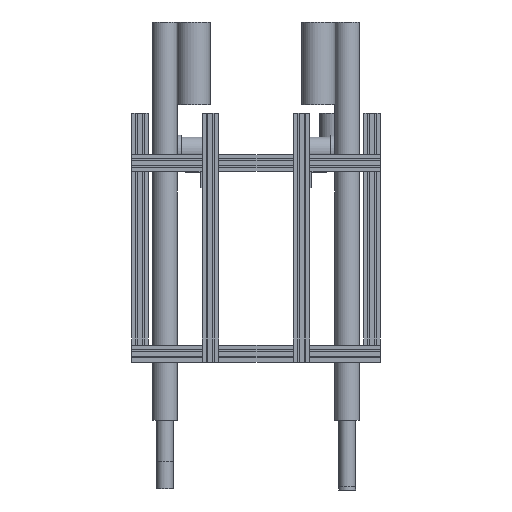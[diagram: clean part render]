
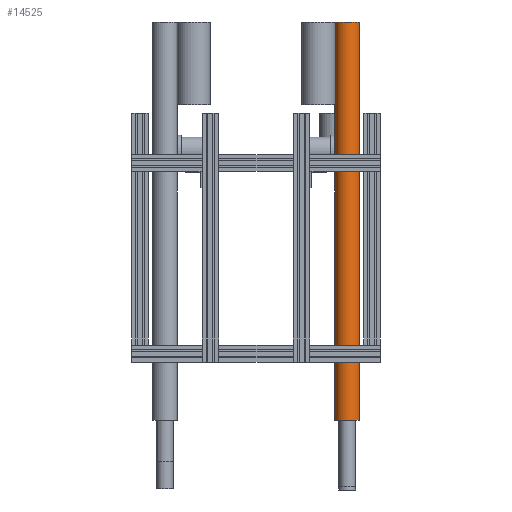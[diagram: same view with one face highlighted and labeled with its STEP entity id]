
A CAD part, front view. The second image highlights one B-rep face of the part: STEP entity #14525.
In plain terms, the highlighted cylindrical face has radius 15 mm (diameter 30 mm), a full revolution.
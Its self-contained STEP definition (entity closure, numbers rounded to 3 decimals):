
#1016=FACE_OUTER_BOUND('',#1823,.T.);
#1823=EDGE_LOOP('',(#10265,#10266,#10267,#10268,#10269,#10270));
#2668=CIRCLE('',#15605,15.);
#2670=CIRCLE('',#15608,15.);
#2792=LINE('',#20513,#4769);
#2793=LINE('',#20515,#4770);
#4769=VECTOR('',#16597,15.);
#4770=VECTOR('',#16598,10.);
#6748=VERTEX_POINT('',#20507);
#6750=VERTEX_POINT('',#20512);
#6751=VERTEX_POINT('',#20514);
#8154=EDGE_CURVE('',#6748,#6748,#2668,.T.);
#8156=EDGE_CURVE('',#6748,#6750,#2792,.T.);
#8157=EDGE_CURVE('',#6750,#6751,#2793,.T.);
#8158=EDGE_CURVE('',#6751,#6751,#2670,.T.);
#10265=ORIENTED_EDGE('',*,*,#8154,.F.);
#10266=ORIENTED_EDGE('',*,*,#8156,.T.);
#10267=ORIENTED_EDGE('',*,*,#8157,.T.);
#10268=ORIENTED_EDGE('',*,*,#8158,.F.);
#10269=ORIENTED_EDGE('',*,*,#8157,.F.);
#10270=ORIENTED_EDGE('',*,*,#8156,.F.);
#14459=CYLINDRICAL_SURFACE('',#15607,15.);
#14525=ADVANCED_FACE('',(#1016),#14459,.T.);
#15605=AXIS2_PLACEMENT_3D('',#20508,#16591,#16592);
#15607=AXIS2_PLACEMENT_3D('',#20511,#16595,#16596);
#15608=AXIS2_PLACEMENT_3D('',#20516,#16599,#16600);
#16591=DIRECTION('center_axis',(0.,0.,-1.));
#16592=DIRECTION('ref_axis',(1.,0.,0.));
#16595=DIRECTION('center_axis',(0.,0.,-1.));
#16596=DIRECTION('ref_axis',(1.,0.,0.));
#16597=DIRECTION('',(0.,0.,1.));
#16598=DIRECTION('',(0.,0.,1.));
#16599=DIRECTION('center_axis',(0.,0.,1.));
#16600=DIRECTION('ref_axis',(1.,0.,0.));
#20507=CARTESIAN_POINT('',(95.,125.,-80.));
#20508=CARTESIAN_POINT('Origin',(110.,125.,-80.));
#20511=CARTESIAN_POINT('Origin',(110.,125.,0.));
#20512=CARTESIAN_POINT('',(95.,125.,300.));
#20513=CARTESIAN_POINT('',(95.,125.,0.));
#20514=CARTESIAN_POINT('',(95.,125.,400.));
#20515=CARTESIAN_POINT('',(95.,125.,0.));
#20516=CARTESIAN_POINT('Origin',(110.,125.,400.));
